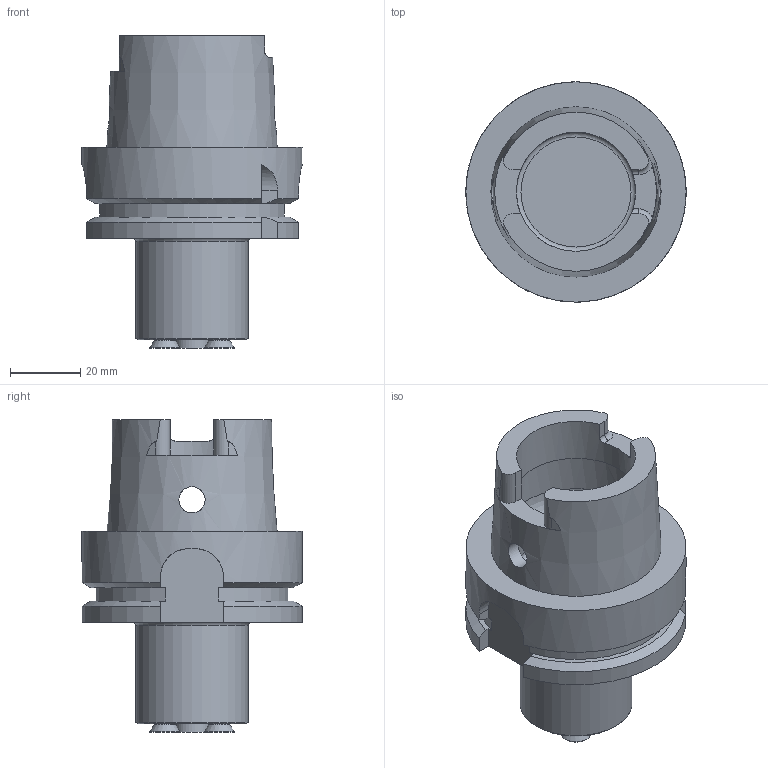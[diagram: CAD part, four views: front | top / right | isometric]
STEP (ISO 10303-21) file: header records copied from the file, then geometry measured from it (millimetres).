
FILE_DESCRIPTION(/* description */ ('3-D model version:1'),/* implementation_level */ '2;1');
FILE_NAME(/* name */ 'HA06-X10-032-055',/* time_stamp */ '2016-12-02T14:03:09',/* author */ ('CappDp'),/* organization */ ('AB Sandvik Coromant'),/* preprocessor_version */ 'ST-DEVELOPER v15',/* originating_system */ 'SIEMENS PLM Software NX 8.5',/* authorization */ '');
FILE_SCHEMA(('AUTOMOTIVE_DESIGN'));
Length unit declared in the file: millimetre
Products named in the file (1): 3461_1_3D
Bounding box: 62.94 x 62.94 x 89.3 mm (x, y, z)
Volume: 108598 mm3; surface area: 24868.7 mm2
Topology: 1 solids, 1 shells, 90 faces, 239 edges, 155 vertices
Faces by surface type: plane 39, cylinder 32, cone 13, torus 6
Full cylindrical faces by diameter (mm): 5.994 x4, 7.5 x2, 8.6 x4, 9.995 x1, 32 x1, 34.05 x2, 40.08 x1, 62.94 x1
Entity records: 3016 total; most frequent: CARTESIAN_POINT 872, DIRECTION 431, ORIENTED_EDGE 396, EDGE_CURVE 198, AXIS2_PLACEMENT_3D 172, VERTEX_POINT 142, EDGE_LOOP 126, ADVANCED_FACE 90
